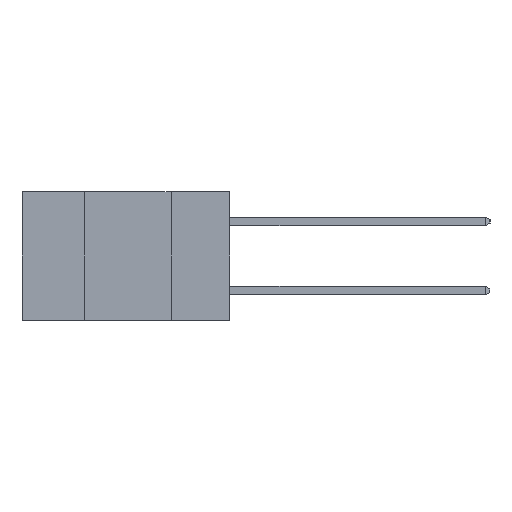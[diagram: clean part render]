
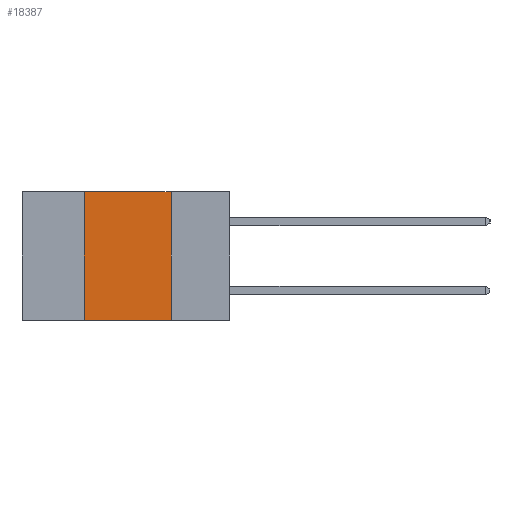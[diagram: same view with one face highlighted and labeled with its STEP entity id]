
A CAD part, left-side view. The second image highlights one B-rep face of the part: STEP entity #18387.
In plain terms, the highlighted planar face has unit normal (-1, 0, 0).
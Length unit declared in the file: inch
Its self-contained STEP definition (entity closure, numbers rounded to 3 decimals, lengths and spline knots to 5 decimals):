
#328 = VERTEX_POINT ( 'NONE', #8502 ) ;
#578 = DIRECTION ( 'NONE',  ( 0., 0., 1. ) ) ;
#895 = VECTOR ( 'NONE', #5971, 39.37008 ) ;
#1049 = PLANE ( 'NONE',  #18856 ) ;
#1070 = CARTESIAN_POINT ( 'NONE',  ( 0., 0.42, -0.37 ) ) ;
#1431 = DIRECTION ( 'NONE',  ( 0., 0., -1. ) ) ;
#1690 = FACE_OUTER_BOUND ( 'NONE', #4290, .T. ) ;
#2662 = EDGE_CURVE ( 'NONE', #13420, #18046, #15309, .T. ) ;
#4024 = DIRECTION ( 'NONE',  ( 0., 0., -1. ) ) ;
#4087 = VECTOR ( 'NONE', #13704, 39.37008 ) ;
#4290 = EDGE_LOOP ( 'NONE', ( #12889, #12159, #12355, #11695 ) ) ;
#5971 = DIRECTION ( 'NONE',  ( 0., -1., 0. ) ) ;
#7251 = CARTESIAN_POINT ( 'NONE',  ( 0., 0.17, 0. ) ) ;
#7389 = EDGE_CURVE ( 'NONE', #18046, #328, #7509, .T. ) ;
#7509 = LINE ( 'NONE', #17968, #4087 ) ;
#7544 = CARTESIAN_POINT ( 'NONE',  ( 0., 0.42, 0. ) ) ;
#8502 = CARTESIAN_POINT ( 'NONE',  ( 0., 0.17, 0. ) ) ;
#8548 = EDGE_CURVE ( 'NONE', #328, #11237, #10707, .T. ) ;
#10707 = LINE ( 'NONE', #7251, #14218 ) ;
#11237 = VERTEX_POINT ( 'NONE', #18285 ) ;
#11358 = CARTESIAN_POINT ( 'NONE',  ( 0., 0.6, 0. ) ) ;
#11695 = ORIENTED_EDGE ( 'NONE', *, *, #12963, .T. ) ;
#12159 = ORIENTED_EDGE ( 'NONE', *, *, #7389, .F. ) ;
#12355 = ORIENTED_EDGE ( 'NONE', *, *, #2662, .F. ) ;
#12889 = ORIENTED_EDGE ( 'NONE', *, *, #8548, .F. ) ;
#12910 = DIRECTION ( 'NONE',  ( 1., 0., 0. ) ) ;
#12963 = EDGE_CURVE ( 'NONE', #13420, #11237, #16104, .T. ) ;
#13404 = CARTESIAN_POINT ( 'NONE',  ( 0., 0.6, -0.37 ) ) ;
#13420 = VERTEX_POINT ( 'NONE', #1070 ) ;
#13704 = DIRECTION ( 'NONE',  ( 0., -1., 0. ) ) ;
#14218 = VECTOR ( 'NONE', #1431, 39.37008 ) ;
#15309 = LINE ( 'NONE', #7544, #18662 ) ;
#16104 = LINE ( 'NONE', #13404, #895 ) ;
#16574 = CARTESIAN_POINT ( 'NONE',  ( 0., 0.42, 0. ) ) ;
#17968 = CARTESIAN_POINT ( 'NONE',  ( 0., 0.6, 0. ) ) ;
#18046 = VERTEX_POINT ( 'NONE', #16574 ) ;
#18285 = CARTESIAN_POINT ( 'NONE',  ( 0., 0.17, -0.37 ) ) ;
#18387 = ADVANCED_FACE ( 'NONE', ( #1690 ), #1049, .F. ) ;
#18662 = VECTOR ( 'NONE', #578, 39.37008 ) ;
#18856 = AXIS2_PLACEMENT_3D ( 'NONE', #11358, #12910, #4024 ) ;
